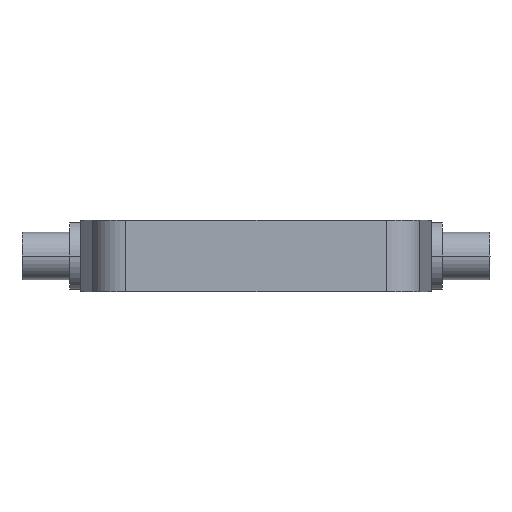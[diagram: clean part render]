
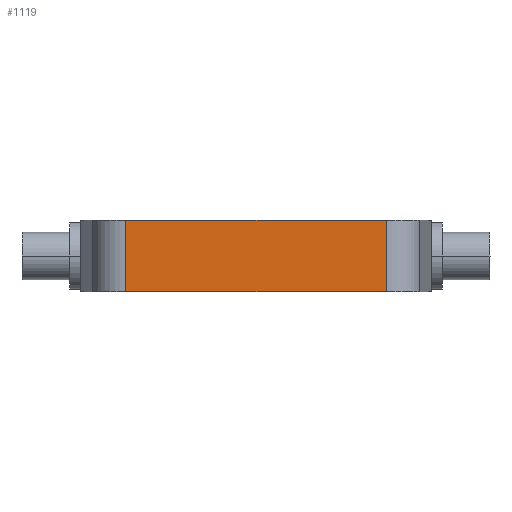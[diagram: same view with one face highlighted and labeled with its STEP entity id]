
A CAD part, front view. The second image highlights one B-rep face of the part: STEP entity #1119.
In plain terms, the highlighted planar face has unit normal (0, -1, 0).
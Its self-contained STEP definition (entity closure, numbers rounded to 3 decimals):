
#55 = FACE_OUTER_BOUND ( 'NONE', #291, .T. ) ;
#71 = EDGE_CURVE ( 'NONE', #464, #505, #1312, .T. ) ;
#100 = EDGE_CURVE ( 'NONE', #505, #498, #1225, .T. ) ;
#202 = ORIENTED_EDGE ( 'NONE', *, *, #71, .T. ) ;
#218 = ORIENTED_EDGE ( 'NONE', *, *, #100, .T. ) ;
#272 = ORIENTED_EDGE ( 'NONE', *, *, #1040, .F. ) ;
#291 = EDGE_LOOP ( 'NONE', ( #218, #272, #394, #202 ) ) ;
#394 = ORIENTED_EDGE ( 'NONE', *, *, #991, .F. ) ;
#440 = DIRECTION ( 'NONE',  ( 0., 0., -1. ) ) ;
#456 = VERTEX_POINT ( 'NONE', #858 ) ;
#464 = VERTEX_POINT ( 'NONE', #971 ) ;
#498 = VERTEX_POINT ( 'NONE', #851 ) ;
#505 = VERTEX_POINT ( 'NONE', #899 ) ;
#508 = CARTESIAN_POINT ( 'NONE',  ( -87.5, -110., 48. ) ) ;
#631 = CARTESIAN_POINT ( 'NONE',  ( -87.5, -110., 48. ) ) ;
#632 = DIRECTION ( 'NONE',  ( 0., 1., 0. ) ) ;
#633 = DIRECTION ( 'NONE',  ( -1., 0., 0. ) ) ;
#635 = PLANE ( 'NONE',  #1008 ) ;
#670 = DIRECTION ( 'NONE',  ( 0., 0., -1. ) ) ;
#718 = CARTESIAN_POINT ( 'NONE',  ( -87.5, -110., 0. ) ) ;
#722 = DIRECTION ( 'NONE',  ( 1., 0., 0. ) ) ;
#846 = CARTESIAN_POINT ( 'NONE',  ( -87.5, -110., 48. ) ) ;
#851 = CARTESIAN_POINT ( 'NONE',  ( 87.5, -110., 0. ) ) ;
#858 = CARTESIAN_POINT ( 'NONE',  ( 87.5, -110., 48. ) ) ;
#882 = CARTESIAN_POINT ( 'NONE',  ( 87.5, -110., 48. ) ) ;
#891 = DIRECTION ( 'NONE',  ( 1., 0., 0. ) ) ;
#899 = CARTESIAN_POINT ( 'NONE',  ( -87.5, -110., 0. ) ) ;
#971 = CARTESIAN_POINT ( 'NONE',  ( -87.5, -110., 48. ) ) ;
#991 = EDGE_CURVE ( 'NONE', #464, #456, #1188, .T. ) ;
#1008 = AXIS2_PLACEMENT_3D ( 'NONE', #631, #632, #633 ) ;
#1040 = EDGE_CURVE ( 'NONE', #456, #498, #1190, .T. ) ;
#1119 = ADVANCED_FACE ( 'NONE', ( #55 ), #635, .F. ) ;
#1165 = VECTOR ( 'NONE', #891, 1000. ) ;
#1179 = VECTOR ( 'NONE', #670, 1000. ) ;
#1188 = LINE ( 'NONE', #846, #1165 ) ;
#1190 = LINE ( 'NONE', #882, #1179 ) ;
#1225 = LINE ( 'NONE', #718, #1226 ) ;
#1226 = VECTOR ( 'NONE', #722, 1000. ) ;
#1312 = LINE ( 'NONE', #508, #1327 ) ;
#1327 = VECTOR ( 'NONE', #440, 1000. ) ;
